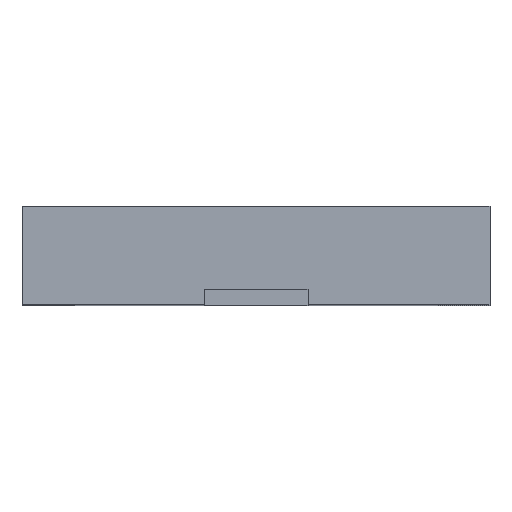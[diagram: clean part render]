
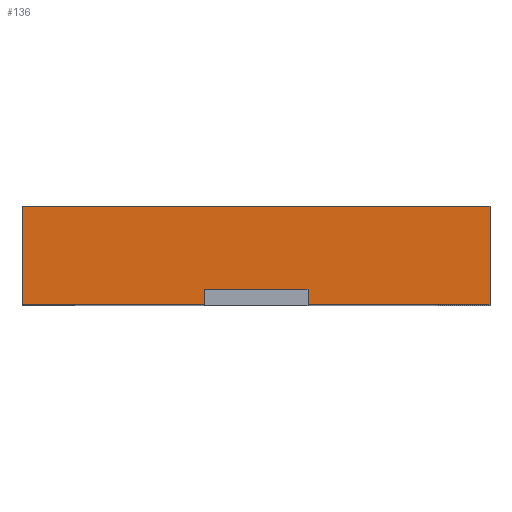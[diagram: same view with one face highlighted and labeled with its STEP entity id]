
A CAD part, top view. The second image highlights one B-rep face of the part: STEP entity #136.
In plain terms, the highlighted planar face has unit normal (0, 0, 1).
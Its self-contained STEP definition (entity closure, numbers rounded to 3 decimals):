
#2 = ORIENTED_EDGE ( 'NONE', *, *, #1759, .F. ) ;
#50 = VECTOR ( 'NONE', #104, 1000. ) ;
#99 = VECTOR ( 'NONE', #199, 1000. ) ;
#104 = DIRECTION ( 'NONE',  ( 0., -1., 0. ) ) ;
#128 = VECTOR ( 'NONE', #450, 1000. ) ;
#136 = ADVANCED_FACE ( 'NONE', ( #441 ), #1578, .F. ) ;
#151 = ORIENTED_EDGE ( 'NONE', *, *, #1219, .F. ) ;
#176 = CARTESIAN_POINT ( 'NONE',  ( -1., 0., 4.5 ) ) ;
#199 = DIRECTION ( 'NONE',  ( 1., 0., 0. ) ) ;
#201 = DIRECTION ( 'NONE',  ( 1., 0., 0. ) ) ;
#238 = DIRECTION ( 'NONE',  ( 0., 1., 0. ) ) ;
#258 = CARTESIAN_POINT ( 'NONE',  ( 4.5, 1.9, 4.5 ) ) ;
#261 = DIRECTION ( 'NONE',  ( -1., 0., 0. ) ) ;
#299 = CARTESIAN_POINT ( 'NONE',  ( -1., 1.9, 4.5 ) ) ;
#301 = CARTESIAN_POINT ( 'NONE',  ( 4.5, 0., 4.5 ) ) ;
#315 = CARTESIAN_POINT ( 'NONE',  ( -4.5, 0., 4.5 ) ) ;
#326 = VERTEX_POINT ( 'NONE', #1443 ) ;
#386 = VECTOR ( 'NONE', #1488, 1000. ) ;
#441 = FACE_OUTER_BOUND ( 'NONE', #751, .T. ) ;
#450 = DIRECTION ( 'NONE',  ( 0., -1., 0. ) ) ;
#574 = DIRECTION ( 'NONE',  ( -1., 0., 0. ) ) ;
#610 = VECTOR ( 'NONE', #1248, 1000. ) ;
#630 = EDGE_CURVE ( 'NONE', #916, #326, #1223, .T. ) ;
#659 = CARTESIAN_POINT ( 'NONE',  ( -4.5, 1.9, 4.5 ) ) ;
#677 = EDGE_CURVE ( 'NONE', #1145, #985, #1604, .T. ) ;
#682 = EDGE_CURVE ( 'NONE', #1825, #928, #1741, .T. ) ;
#685 = LINE ( 'NONE', #299, #50 ) ;
#691 = LINE ( 'NONE', #1250, #1285 ) ;
#751 = EDGE_LOOP ( 'NONE', ( #1631, #1775, #1318, #2, #1811, #1563, #151, #1448 ) ) ;
#785 = CARTESIAN_POINT ( 'NONE',  ( -4.5, 1.9, 4.5 ) ) ;
#860 = VECTOR ( 'NONE', #238, 1000. ) ;
#863 = VERTEX_POINT ( 'NONE', #659 ) ;
#916 = VERTEX_POINT ( 'NONE', #1140 ) ;
#928 = VERTEX_POINT ( 'NONE', #301 ) ;
#972 = CARTESIAN_POINT ( 'NONE',  ( -1., 0.3, 4.5 ) ) ;
#978 = CARTESIAN_POINT ( 'NONE',  ( -4.5, 1.9, 4.5 ) ) ;
#985 = VERTEX_POINT ( 'NONE', #176 ) ;
#1030 = DIRECTION ( 'NONE',  ( 0., 0., -1. ) ) ;
#1063 = CARTESIAN_POINT ( 'NONE',  ( -4.5, 0., 4.5 ) ) ;
#1140 = CARTESIAN_POINT ( 'NONE',  ( 1., 0., 4.5 ) ) ;
#1145 = VERTEX_POINT ( 'NONE', #1229 ) ;
#1214 = LINE ( 'NONE', #978, #610 ) ;
#1219 = EDGE_CURVE ( 'NONE', #1264, #985, #685, .T. ) ;
#1223 = LINE ( 'NONE', #1805, #860 ) ;
#1229 = CARTESIAN_POINT ( 'NONE',  ( -4.5, 0., 4.5 ) ) ;
#1248 = DIRECTION ( 'NONE',  ( 0., -1., 0. ) ) ;
#1250 = CARTESIAN_POINT ( 'NONE',  ( -4.5, 0.3, 4.5 ) ) ;
#1264 = VERTEX_POINT ( 'NONE', #972 ) ;
#1285 = VECTOR ( 'NONE', #261, 1000. ) ;
#1307 = CARTESIAN_POINT ( 'NONE',  ( 4.5, 1.9, 4.5 ) ) ;
#1318 = ORIENTED_EDGE ( 'NONE', *, *, #682, .F. ) ;
#1443 = CARTESIAN_POINT ( 'NONE',  ( 1., 0.3, 4.5 ) ) ;
#1448 = ORIENTED_EDGE ( 'NONE', *, *, #1500, .F. ) ;
#1488 = DIRECTION ( 'NONE',  ( 1., 0., 0. ) ) ;
#1493 = AXIS2_PLACEMENT_3D ( 'NONE', #1742, #1030, #574 ) ;
#1500 = EDGE_CURVE ( 'NONE', #326, #1264, #691, .T. ) ;
#1506 = LINE ( 'NONE', #1063, #1614 ) ;
#1563 = ORIENTED_EDGE ( 'NONE', *, *, #677, .T. ) ;
#1578 = PLANE ( 'NONE',  #1493 ) ;
#1604 = LINE ( 'NONE', #315, #99 ) ;
#1614 = VECTOR ( 'NONE', #201, 1000. ) ;
#1619 = LINE ( 'NONE', #785, #386 ) ;
#1631 = ORIENTED_EDGE ( 'NONE', *, *, #630, .F. ) ;
#1701 = EDGE_CURVE ( 'NONE', #916, #928, #1506, .T. ) ;
#1741 = LINE ( 'NONE', #1307, #128 ) ;
#1742 = CARTESIAN_POINT ( 'NONE',  ( -4.5, 1.9, 4.5 ) ) ;
#1759 = EDGE_CURVE ( 'NONE', #863, #1825, #1619, .T. ) ;
#1772 = EDGE_CURVE ( 'NONE', #863, #1145, #1214, .T. ) ;
#1775 = ORIENTED_EDGE ( 'NONE', *, *, #1701, .T. ) ;
#1805 = CARTESIAN_POINT ( 'NONE',  ( 1., 1.9, 4.5 ) ) ;
#1811 = ORIENTED_EDGE ( 'NONE', *, *, #1772, .T. ) ;
#1825 = VERTEX_POINT ( 'NONE', #258 ) ;
